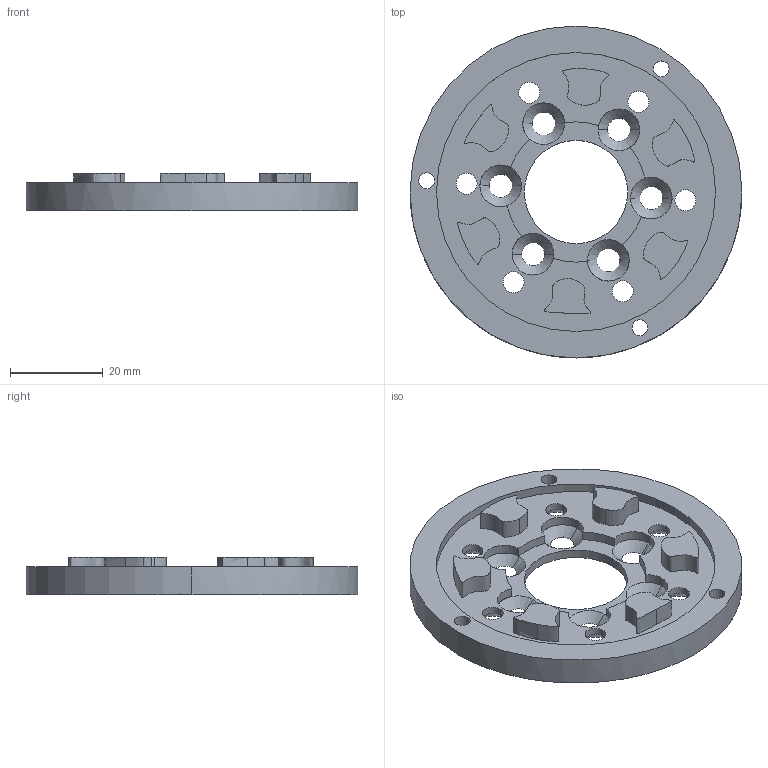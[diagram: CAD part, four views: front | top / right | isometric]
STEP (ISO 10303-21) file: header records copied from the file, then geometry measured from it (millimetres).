
FILE_DESCRIPTION (( 'STEP AP214' ), '1' );
FILE_NAME ('adaptateur_eovan_OK-5ter_en2parties1sur2.STEP', '2023-05-25T07:11:01', ( '' ), ( '' ), 'SwSTEP 2.0', 'SolidWorks 2022', '' );
FILE_SCHEMA (( 'AUTOMOTIVE_DESIGN' ));
Length unit declared in the file: centimetre
Products named in the file (1): adaptateur_eovan_OK-5ter_en2parties1sur2
Bounding box: 71.4 x 71.4 x 8 mm (x, y, z)
Volume: 15548.9 mm3; surface area: 10187 mm2
Topology: 1 solids, 1 shells, 91 faces, 225 edges, 144 vertices
Faces by surface type: cylinder 39, cone 30, bspline 12, plane 10
Entity records: 3217 total; most frequent: CARTESIAN_POINT 929, DIRECTION 481, ORIENTED_EDGE 450, EDGE_CURVE 225, AXIS2_PLACEMENT_3D 200, VERTEX_POINT 144, EDGE_LOOP 131, CIRCLE 120
